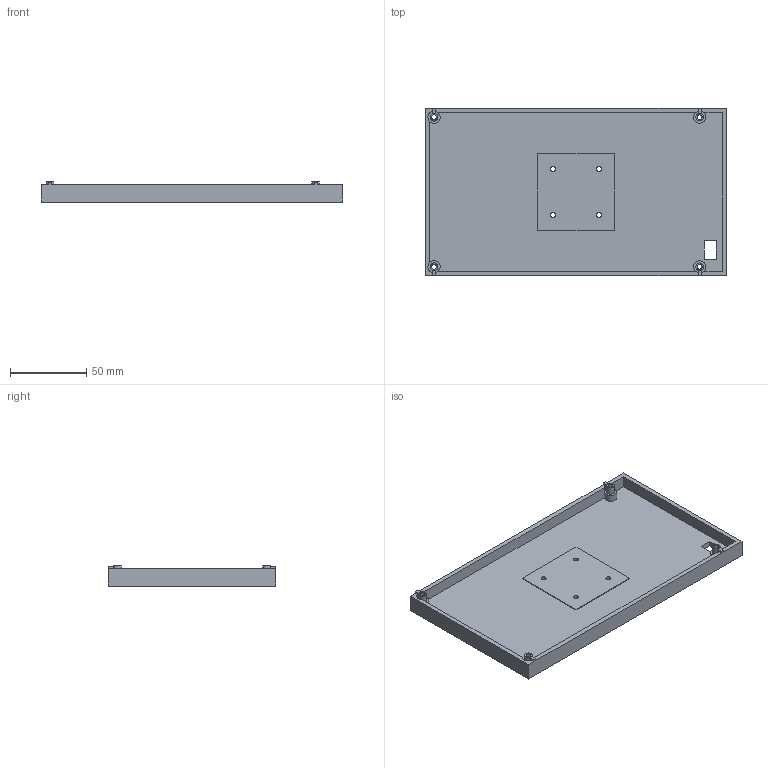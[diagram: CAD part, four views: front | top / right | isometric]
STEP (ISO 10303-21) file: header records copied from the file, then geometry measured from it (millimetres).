
FILE_DESCRIPTION(/* description */ (''),/* implementation_level */ '2;1');
FILE_NAME(/* name */ '1-PanelDue_7i_Version_2_Back v4.step',/* time_stamp */ '2019-09-14T12:45:34-04:00',/* author */ (''),/* organization */ (''),/* preprocessor_version */ 'ST-DEVELOPER v18',/* originating_system */ 'Autodesk Translation Framework v8.6.0.1094',/* authorisation */ '');
FILE_SCHEMA (('AUTOMOTIVE_DESIGN { 1 0 10303 214 3 1 1 }'));
Length unit declared in the file: millimetre
Products named in the file (1): 1-PanelDue_7i_Version_2_Back
Bounding box: 197.8 x 109.8 x 13.2 mm (x, y, z)
Volume: 91909.2 mm3; surface area: 56423.4 mm2
Topology: 1 solids, 1 shells, 91 faces, 248 edges, 164 vertices
Faces by surface type: plane 59, cylinder 32
Full cylindrical faces by diameter (mm): 3.2 x8, 5 x4, 6 x4
Entity records: 2962 total; most frequent: DIRECTION 508, CARTESIAN_POINT 504, ORIENTED_EDGE 496, EDGE_CURVE 248, LINE 172, VECTOR 172, AXIS2_PLACEMENT_3D 168, VERTEX_POINT 164
